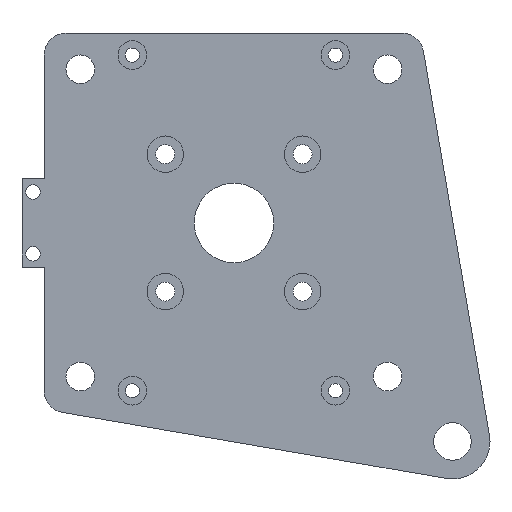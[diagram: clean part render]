
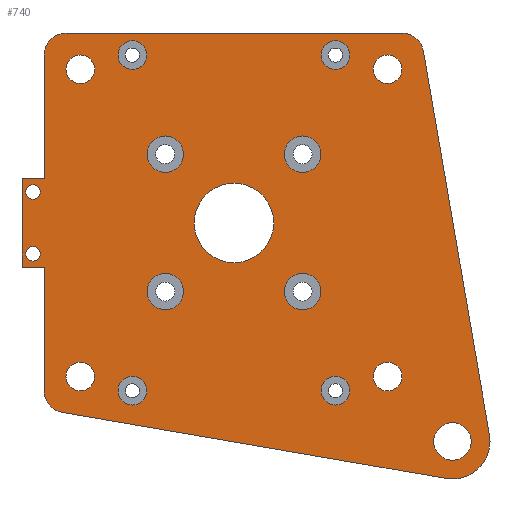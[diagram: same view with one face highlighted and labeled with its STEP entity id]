
A CAD part, front view. The second image highlights one B-rep face of the part: STEP entity #740.
In plain terms, the highlighted planar face has unit normal (0, -1, 0).
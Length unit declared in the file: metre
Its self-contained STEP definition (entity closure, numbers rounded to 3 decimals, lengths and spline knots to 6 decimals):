
#13=CIRCLE('',#776,0.005);
#15=CIRCLE('',#779,0.00325);
#19=CIRCLE('',#786,0.00325);
#23=CIRCLE('',#793,0.00325);
#27=CIRCLE('',#800,0.00325);
#31=CIRCLE('',#807,0.004125);
#35=CIRCLE('',#814,0.004125);
#39=CIRCLE('',#821,0.004125);
#43=CIRCLE('',#828,0.004125);
#46=CIRCLE('',#834,0.00165);
#47=CIRCLE('',#835,0.00165);
#48=CIRCLE('',#836,0.005);
#49=CIRCLE('',#837,0.005);
#50=CIRCLE('',#838,0.0085);
#51=CIRCLE('',#839,0.00325);
#52=CIRCLE('',#840,0.00325);
#53=CIRCLE('',#841,0.00325);
#54=CIRCLE('',#842,0.00325);
#55=CIRCLE('',#843,0.009);
#56=CIRCLE('',#844,0.00425);
#152=ORIENTED_EDGE('',*,*,#304,.F.);
#153=ORIENTED_EDGE('',*,*,#305,.F.);
#154=ORIENTED_EDGE('',*,*,#306,.T.);
#155=ORIENTED_EDGE('',*,*,#307,.T.);
#156=ORIENTED_EDGE('',*,*,#308,.F.);
#157=ORIENTED_EDGE('',*,*,#309,.F.);
#158=ORIENTED_EDGE('',*,*,#266,.F.);
#159=ORIENTED_EDGE('',*,*,#310,.T.);
#160=ORIENTED_EDGE('',*,*,#311,.T.);
#161=ORIENTED_EDGE('',*,*,#312,.F.);
#162=ORIENTED_EDGE('',*,*,#313,.F.);
#163=ORIENTED_EDGE('',*,*,#270,.T.);
#164=ORIENTED_EDGE('',*,*,#314,.T.);
#165=ORIENTED_EDGE('',*,*,#315,.T.);
#166=ORIENTED_EDGE('',*,*,#316,.T.);
#167=ORIENTED_EDGE('',*,*,#317,.F.);
#168=ORIENTED_EDGE('',*,*,#318,.T.);
#169=ORIENTED_EDGE('',*,*,#319,.F.);
#170=ORIENTED_EDGE('',*,*,#320,.T.);
#171=ORIENTED_EDGE('',*,*,#301,.F.);
#172=ORIENTED_EDGE('',*,*,#297,.F.);
#173=ORIENTED_EDGE('',*,*,#293,.F.);
#174=ORIENTED_EDGE('',*,*,#289,.F.);
#175=ORIENTED_EDGE('',*,*,#285,.F.);
#176=ORIENTED_EDGE('',*,*,#281,.F.);
#177=ORIENTED_EDGE('',*,*,#277,.F.);
#178=ORIENTED_EDGE('',*,*,#273,.F.);
#179=ORIENTED_EDGE('',*,*,#321,.F.);
#266=EDGE_CURVE('',#350,#351,#422,.T.);
#270=EDGE_CURVE('',#355,#354,#13,.T.);
#273=EDGE_CURVE('',#357,#357,#15,.T.);
#277=EDGE_CURVE('',#361,#361,#19,.T.);
#281=EDGE_CURVE('',#365,#365,#23,.T.);
#285=EDGE_CURVE('',#369,#369,#27,.T.);
#289=EDGE_CURVE('',#373,#373,#31,.T.);
#293=EDGE_CURVE('',#377,#377,#35,.T.);
#297=EDGE_CURVE('',#381,#381,#39,.T.);
#301=EDGE_CURVE('',#385,#385,#43,.T.);
#304=EDGE_CURVE('',#388,#388,#46,.T.);
#305=EDGE_CURVE('',#389,#389,#47,.T.);
#306=EDGE_CURVE('',#390,#391,#426,.T.);
#307=EDGE_CURVE('',#391,#392,#48,.T.);
#308=EDGE_CURVE('',#393,#392,#427,.T.);
#309=EDGE_CURVE('',#351,#393,#49,.T.);
#310=EDGE_CURVE('',#350,#394,#428,.T.);
#311=EDGE_CURVE('',#394,#395,#429,.T.);
#312=EDGE_CURVE('',#396,#395,#430,.T.);
#313=EDGE_CURVE('',#355,#396,#431,.T.);
#314=EDGE_CURVE('',#354,#397,#432,.T.);
#315=EDGE_CURVE('',#397,#390,#50,.T.);
#316=EDGE_CURVE('',#398,#398,#51,.T.);
#317=EDGE_CURVE('',#399,#399,#52,.T.);
#318=EDGE_CURVE('',#400,#400,#53,.T.);
#319=EDGE_CURVE('',#401,#401,#54,.T.);
#320=EDGE_CURVE('',#402,#402,#55,.T.);
#321=EDGE_CURVE('',#403,#403,#56,.T.);
#350=VERTEX_POINT('',#1115);
#351=VERTEX_POINT('',#1117);
#354=VERTEX_POINT('',#1124);
#355=VERTEX_POINT('',#1126);
#357=VERTEX_POINT('',#1132);
#361=VERTEX_POINT('',#1143);
#365=VERTEX_POINT('',#1154);
#369=VERTEX_POINT('',#1165);
#373=VERTEX_POINT('',#1176);
#377=VERTEX_POINT('',#1187);
#381=VERTEX_POINT('',#1198);
#385=VERTEX_POINT('',#1209);
#388=VERTEX_POINT('',#1218);
#389=VERTEX_POINT('',#1220);
#390=VERTEX_POINT('',#1222);
#391=VERTEX_POINT('',#1223);
#392=VERTEX_POINT('',#1225);
#393=VERTEX_POINT('',#1227);
#394=VERTEX_POINT('',#1230);
#395=VERTEX_POINT('',#1232);
#396=VERTEX_POINT('',#1234);
#397=VERTEX_POINT('',#1237);
#398=VERTEX_POINT('',#1240);
#399=VERTEX_POINT('',#1242);
#400=VERTEX_POINT('',#1244);
#401=VERTEX_POINT('',#1246);
#402=VERTEX_POINT('',#1248);
#403=VERTEX_POINT('',#1250);
#422=LINE('',#1116,#450);
#426=LINE('',#1221,#454);
#427=LINE('',#1226,#455);
#428=LINE('',#1229,#456);
#429=LINE('',#1231,#457);
#430=LINE('',#1233,#458);
#431=LINE('',#1235,#459);
#432=LINE('',#1236,#460);
#450=VECTOR('',#881,1.);
#454=VECTOR('',#1009,1.);
#455=VECTOR('',#1012,1.);
#456=VECTOR('',#1015,1.);
#457=VECTOR('',#1016,1.);
#458=VECTOR('',#1017,1.);
#459=VECTOR('',#1018,1.);
#460=VECTOR('',#1019,1.);
#526=EDGE_LOOP('',(#152));
#527=EDGE_LOOP('',(#153));
#528=EDGE_LOOP('',(#154,#155,#156,#157,#158,#159,#160,#161,#162,#163,#164,
#165));
#529=EDGE_LOOP('',(#166));
#530=EDGE_LOOP('',(#167));
#531=EDGE_LOOP('',(#168));
#532=EDGE_LOOP('',(#169));
#533=EDGE_LOOP('',(#170));
#534=EDGE_LOOP('',(#171));
#535=EDGE_LOOP('',(#172));
#536=EDGE_LOOP('',(#173));
#537=EDGE_LOOP('',(#174));
#538=EDGE_LOOP('',(#175));
#539=EDGE_LOOP('',(#176));
#540=EDGE_LOOP('',(#177));
#541=EDGE_LOOP('',(#178));
#542=EDGE_LOOP('',(#179));
#636=FACE_BOUND('',#526,.T.);
#637=FACE_BOUND('',#527,.T.);
#638=FACE_BOUND('',#528,.T.);
#639=FACE_BOUND('',#529,.T.);
#640=FACE_BOUND('',#530,.T.);
#641=FACE_BOUND('',#531,.T.);
#642=FACE_BOUND('',#532,.T.);
#643=FACE_BOUND('',#533,.T.);
#644=FACE_BOUND('',#534,.T.);
#645=FACE_BOUND('',#535,.T.);
#646=FACE_BOUND('',#536,.T.);
#647=FACE_BOUND('',#537,.T.);
#648=FACE_BOUND('',#538,.T.);
#649=FACE_BOUND('',#539,.T.);
#650=FACE_BOUND('',#540,.T.);
#651=FACE_BOUND('',#541,.T.);
#652=FACE_BOUND('',#542,.T.);
#705=PLANE('',#833);
#740=ADVANCED_FACE('',(#636,#637,#638,#639,#640,#641,#642,#643,#644,#645,
#646,#647,#648,#649,#650,#651,#652),#705,.T.);
#776=AXIS2_PLACEMENT_3D('',#1125,#888,#889);
#779=AXIS2_PLACEMENT_3D('',#1131,#895,#896);
#786=AXIS2_PLACEMENT_3D('',#1142,#909,#910);
#793=AXIS2_PLACEMENT_3D('',#1153,#923,#924);
#800=AXIS2_PLACEMENT_3D('',#1164,#937,#938);
#807=AXIS2_PLACEMENT_3D('',#1175,#951,#952);
#814=AXIS2_PLACEMENT_3D('',#1186,#965,#966);
#821=AXIS2_PLACEMENT_3D('',#1197,#979,#980);
#828=AXIS2_PLACEMENT_3D('',#1208,#993,#994);
#833=AXIS2_PLACEMENT_3D('',#1216,#1003,#1004);
#834=AXIS2_PLACEMENT_3D('',#1217,#1005,#1006);
#835=AXIS2_PLACEMENT_3D('',#1219,#1007,#1008);
#836=AXIS2_PLACEMENT_3D('',#1224,#1010,#1011);
#837=AXIS2_PLACEMENT_3D('',#1228,#1013,#1014);
#838=AXIS2_PLACEMENT_3D('',#1238,#1020,#1021);
#839=AXIS2_PLACEMENT_3D('',#1239,#1022,#1023);
#840=AXIS2_PLACEMENT_3D('',#1241,#1024,#1025);
#841=AXIS2_PLACEMENT_3D('',#1243,#1026,#1027);
#842=AXIS2_PLACEMENT_3D('',#1245,#1028,#1029);
#843=AXIS2_PLACEMENT_3D('',#1247,#1030,#1031);
#844=AXIS2_PLACEMENT_3D('',#1249,#1032,#1033);
#881=DIRECTION('',(0.,0.,1.));
#888=DIRECTION('',(0.,-1.,0.));
#889=DIRECTION('',(0.,0.,-1.));
#895=DIRECTION('',(0.,-1.,0.));
#896=DIRECTION('',(0.,0.,-1.));
#909=DIRECTION('',(0.,-1.,0.));
#910=DIRECTION('',(0.,0.,-1.));
#923=DIRECTION('',(0.,-1.,0.));
#924=DIRECTION('',(0.,0.,-1.));
#937=DIRECTION('',(0.,-1.,0.));
#938=DIRECTION('',(0.,0.,-1.));
#951=DIRECTION('',(0.,-1.,0.));
#952=DIRECTION('',(0.,0.,-1.));
#965=DIRECTION('',(0.,-1.,0.));
#966=DIRECTION('',(0.,0.,-1.));
#979=DIRECTION('',(0.,-1.,0.));
#980=DIRECTION('',(0.,0.,-1.));
#993=DIRECTION('',(0.,-1.,0.));
#994=DIRECTION('',(0.,0.,-1.));
#1003=DIRECTION('',(0.,-1.,0.));
#1004=DIRECTION('',(1.,0.,0.));
#1005=DIRECTION('',(0.,-1.,0.));
#1006=DIRECTION('',(0.,0.,-1.));
#1007=DIRECTION('',(0.,-1.,0.));
#1008=DIRECTION('',(0.,0.,-1.));
#1009=DIRECTION('',(-0.17,0.,0.986));
#1010=DIRECTION('',(0.,-1.,0.));
#1011=DIRECTION('',(0.,0.,-1.));
#1012=DIRECTION('',(1.,0.,0.));
#1013=DIRECTION('',(0.,1.,0.));
#1014=DIRECTION('',(0.,0.,-1.));
#1015=DIRECTION('',(-1.,0.,0.));
#1016=DIRECTION('',(0.,0.,-1.));
#1017=DIRECTION('',(-1.,0.,0.));
#1018=DIRECTION('',(0.,0.,1.));
#1019=DIRECTION('',(0.986,0.,-0.17));
#1020=DIRECTION('',(0.,-1.,0.));
#1021=DIRECTION('',(0.,0.,-1.));
#1022=DIRECTION('',(0.,1.,0.));
#1023=DIRECTION('',(0.,0.,-1.));
#1024=DIRECTION('',(0.,-1.,0.));
#1025=DIRECTION('',(0.,0.,-1.));
#1026=DIRECTION('',(0.,1.,0.));
#1027=DIRECTION('',(0.,0.,-1.));
#1028=DIRECTION('',(0.,-1.,0.));
#1029=DIRECTION('',(0.,0.,-1.));
#1030=DIRECTION('',(0.,1.,0.));
#1031=DIRECTION('',(0.,0.,1.));
#1032=DIRECTION('',(0.,-1.,0.));
#1033=DIRECTION('',(0.,0.,-1.));
#1115=CARTESIAN_POINT('',(-0.043,-0.006,0.01));
#1116=CARTESIAN_POINT('',(-0.043,-0.006,0.0115));
#1117=CARTESIAN_POINT('',(-0.043,-0.006,0.038));
#1124=CARTESIAN_POINT('',(-0.038848,-0.006,-0.042928));
#1125=CARTESIAN_POINT('',(-0.038,-0.006,-0.038));
#1126=CARTESIAN_POINT('',(-0.043,-0.006,-0.038));
#1131=CARTESIAN_POINT('',(-0.023,-0.006,-0.038));
#1132=CARTESIAN_POINT('',(-0.023,-0.006,-0.04125));
#1142=CARTESIAN_POINT('',(0.023,-0.006,-0.038));
#1143=CARTESIAN_POINT('',(0.023,-0.006,-0.04125));
#1153=CARTESIAN_POINT('',(-0.023,-0.006,0.038));
#1154=CARTESIAN_POINT('',(-0.023,-0.006,0.03475));
#1164=CARTESIAN_POINT('',(0.023,-0.006,0.038));
#1165=CARTESIAN_POINT('',(0.023,-0.006,0.03475));
#1175=CARTESIAN_POINT('',(0.015556,-0.006,0.015556));
#1176=CARTESIAN_POINT('',(0.015556,-0.006,0.011431));
#1186=CARTESIAN_POINT('',(-0.015556,-0.006,0.015556));
#1187=CARTESIAN_POINT('',(-0.015556,-0.006,0.011431));
#1197=CARTESIAN_POINT('',(-0.015556,-0.006,-0.015556));
#1198=CARTESIAN_POINT('',(-0.015556,-0.006,-0.019681));
#1208=CARTESIAN_POINT('',(0.015556,-0.006,-0.015556));
#1209=CARTESIAN_POINT('',(0.015556,-0.006,-0.019681));
#1216=CARTESIAN_POINT('',(0.,-0.006,0.));
#1217=CARTESIAN_POINT('',(-0.0455,-0.006,0.007));
#1218=CARTESIAN_POINT('',(-0.0455,-0.006,0.00535));
#1219=CARTESIAN_POINT('',(-0.0455,-0.006,-0.007));
#1220=CARTESIAN_POINT('',(-0.0455,-0.006,-0.00865));
#1221=CARTESIAN_POINT('',(0.050401,-0.006,-0.004605));
#1222=CARTESIAN_POINT('',(0.057874,-0.006,-0.048057));
#1223=CARTESIAN_POINT('',(0.042928,-0.006,0.038848));
#1224=CARTESIAN_POINT('',(0.038,-0.006,0.038));
#1225=CARTESIAN_POINT('',(0.038,-0.006,0.043));
#1226=CARTESIAN_POINT('',(0.0115,-0.006,0.043));
#1227=CARTESIAN_POINT('',(-0.038,-0.006,0.043));
#1228=CARTESIAN_POINT('',(-0.038,-0.006,0.038));
#1229=CARTESIAN_POINT('',(-0.0455,-0.006,0.01));
#1230=CARTESIAN_POINT('',(-0.048,-0.006,0.01));
#1231=CARTESIAN_POINT('',(-0.048,-0.006,0.));
#1232=CARTESIAN_POINT('',(-0.048,-0.006,-0.01));
#1233=CARTESIAN_POINT('',(-0.0455,-0.006,-0.01));
#1234=CARTESIAN_POINT('',(-0.043,-0.006,-0.01));
#1235=CARTESIAN_POINT('',(-0.043,-0.006,0.0115));
#1236=CARTESIAN_POINT('',(0.004605,-0.006,-0.050401));
#1237=CARTESIAN_POINT('',(0.048057,-0.006,-0.057874));
#1238=CARTESIAN_POINT('',(0.049497,-0.006,-0.049497));
#1239=CARTESIAN_POINT('',(-0.0348,-0.006,0.0348));
#1240=CARTESIAN_POINT('',(-0.0348,-0.006,0.03155));
#1241=CARTESIAN_POINT('',(-0.0348,-0.006,-0.0348));
#1242=CARTESIAN_POINT('',(-0.0348,-0.006,-0.03805));
#1243=CARTESIAN_POINT('',(0.0348,-0.006,-0.0348));
#1244=CARTESIAN_POINT('',(0.0348,-0.006,-0.03805));
#1245=CARTESIAN_POINT('',(0.0348,-0.006,0.0348));
#1246=CARTESIAN_POINT('',(0.0348,-0.006,0.03155));
#1247=CARTESIAN_POINT('',(0.,-0.006,0.));
#1248=CARTESIAN_POINT('',(0.,-0.006,0.009));
#1249=CARTESIAN_POINT('',(0.049497,-0.006,-0.049497));
#1250=CARTESIAN_POINT('',(0.049497,-0.006,-0.053747));
